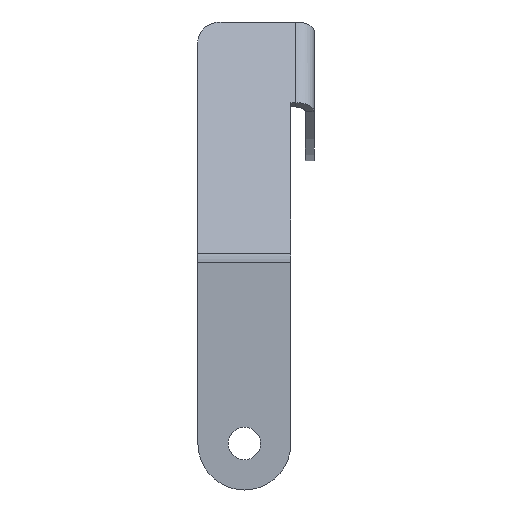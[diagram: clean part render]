
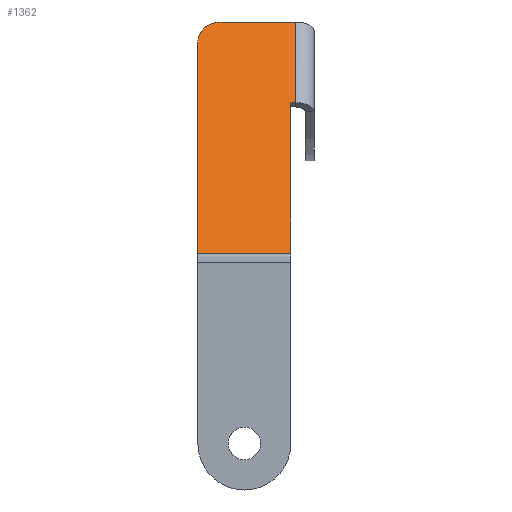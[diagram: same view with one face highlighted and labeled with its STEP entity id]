
A CAD part, left-side view. The second image highlights one B-rep face of the part: STEP entity #1362.
In plain terms, the highlighted planar face has unit normal (-0.866, 0, 0.5).
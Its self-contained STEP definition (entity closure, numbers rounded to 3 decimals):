
#274=CARTESIAN_POINT('',(-35.774,20.,-60.168));
#275=CARTESIAN_POINT('',(-35.774,20.261,-60.168));
#276=CARTESIAN_POINT('',(-35.794,20.778,-60.203));
#277=CARTESIAN_POINT('',(-35.886,21.552,-60.363));
#278=CARTESIAN_POINT('',(-36.038,22.28,-60.625));
#279=CARTESIAN_POINT('',(-36.241,22.945,-60.977));
#280=CARTESIAN_POINT('',(-36.499,23.55,-61.424));
#281=CARTESIAN_POINT('',(-36.801,24.066,-61.948));
#282=CARTESIAN_POINT('',(-37.134,24.472,-62.524));
#283=CARTESIAN_POINT('',(-37.498,24.775,-63.155));
#284=CARTESIAN_POINT('',(-37.885,24.96,-63.825));
#285=CARTESIAN_POINT('',(-38.144,25.,-64.273));
#286=CARTESIAN_POINT('',(-38.274,25.,-64.499));
#288=DIRECTION('',(-0.5,0.,-0.866));
#289=VECTOR('',#288,20.001);
#290=CARTESIAN_POINT('',(-35.774,4.,-60.168));
#291=LINE('',#290,#289);
#292=DIRECTION('',(0.,-1.,0.));
#293=VECTOR('',#292,20.);
#294=CARTESIAN_POINT('',(-64.464,25.,-109.861));
#295=LINE('',#294,#293);
#296=DIRECTION('',(0.,1.,0.));
#297=VECTOR('',#296,16.);
#298=CARTESIAN_POINT('',(-35.774,4.,-60.168));
#299=LINE('',#298,#297);
#308=DIRECTION('',(0.,1.,0.));
#309=VECTOR('',#308,1.);
#310=CARTESIAN_POINT('',(-45.775,4.,-77.49));
#311=LINE('',#310,#309);
#320=DIRECTION('',(0.5,0.,0.866));
#321=VECTOR('',#320,37.379);
#322=CARTESIAN_POINT('',(-64.464,5.,-109.861));
#323=LINE('',#322,#321);
#426=DIRECTION('',(0.5,0.,0.866));
#427=VECTOR('',#426,52.38);
#428=CARTESIAN_POINT('',(-64.464,25.,-109.861));
#429=LINE('',#428,#427);
#684=VERTEX_POINT('',#274);
#685=VERTEX_POINT('',#286);
#686=CARTESIAN_POINT('',(-35.774,4.,-60.168));
#687=VERTEX_POINT('',#686);
#688=CARTESIAN_POINT('',(-45.775,4.,-77.49));
#689=VERTEX_POINT('',#688);
#690=CARTESIAN_POINT('',(-45.775,5.,-77.49));
#691=VERTEX_POINT('',#690);
#692=CARTESIAN_POINT('',(-64.464,5.,-109.861));
#693=VERTEX_POINT('',#692);
#694=CARTESIAN_POINT('',(-64.464,25.,-109.861));
#695=VERTEX_POINT('',#694);
#1343=CARTESIAN_POINT('',(-65.,5.,-110.789));
#1344=DIRECTION('',(-0.866,0.,0.5));
#1345=DIRECTION('',(0.5,0.,0.866));
#1346=AXIS2_PLACEMENT_3D('',#1343,#1344,#1345);
#1347=PLANE('',#1346);
#1348=ORIENTED_EDGE('',*,*,#1333,.F.);
#1350=ORIENTED_EDGE('',*,*,#1349,.F.);
#1351=ORIENTED_EDGE('',*,*,#939,.T.);
#1353=ORIENTED_EDGE('',*,*,#1352,.T.);
#1355=ORIENTED_EDGE('',*,*,#1354,.F.);
#1357=ORIENTED_EDGE('',*,*,#1356,.F.);
#1359=ORIENTED_EDGE('',*,*,#1358,.T.);
#1360=EDGE_LOOP('',(#1348,#1350,#1351,#1353,#1355,#1357,#1359));
#1361=FACE_OUTER_BOUND('',#1360,.F.);
#1362=ADVANCED_FACE('',(#1361),#1347,.T.);
#287=B_SPLINE_CURVE_WITH_KNOTS('',3,(#274,#275,#276,#277,#278,#279,#280,#281,
#282,#283,#284,#285,#286),.UNSPECIFIED.,.F.,.F.,(4,1,1,1,1,1,1,1,1,1,4),(0.,
0.1,0.2,0.3,0.4,0.5,0.6,0.7,0.8,0.9,1.),.UNSPECIFIED.);
#939=EDGE_CURVE('',#687,#689,#291,.T.);
#1333=EDGE_CURVE('',#684,#685,#287,.T.);
#1349=EDGE_CURVE('',#687,#684,#299,.T.);
#1352=EDGE_CURVE('',#689,#691,#311,.T.);
#1354=EDGE_CURVE('',#693,#691,#323,.T.);
#1356=EDGE_CURVE('',#695,#693,#295,.T.);
#1358=EDGE_CURVE('',#695,#685,#429,.T.);
